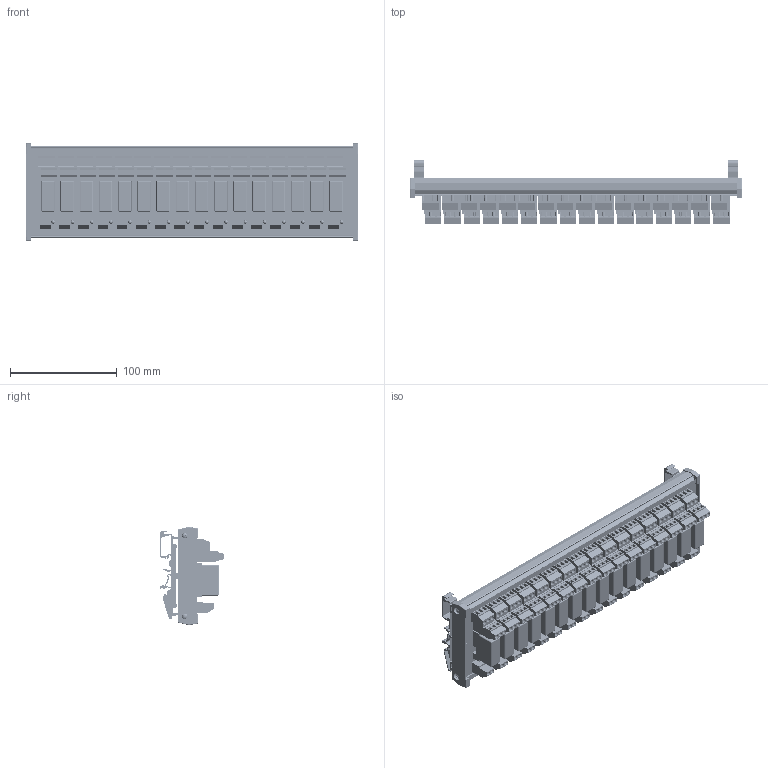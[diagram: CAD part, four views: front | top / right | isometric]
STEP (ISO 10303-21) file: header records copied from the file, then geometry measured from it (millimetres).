
FILE_DESCRIPTION((''),'2;1');
FILE_NAME('RC2_RM2 isolated 16 channel.stp','2015-01-06T15:39:59',('CAD Station'),(''),'Autodesk Inventor 2013','Autodesk Inventor 2013','');
FILE_SCHEMA(('CONFIG_CONTROL_DESIGN'));
Length unit declared in the file: millimetre
Products named in the file (11): RC2_RM2 isolated 16 channel; RC1 16 channel; 311; BASE SIDE; BS EN ISO 7045 Z - Metric M2.5 x 10 - 4.8 - Z; BASE LEGS; MVD-253; RM84; GD50; 2 hole green; light
Assembly tree (90 placements, depth 2):
  RC2_RM2 isolated 16 channel
    RC1 16 channel
    311
    BASE SIDE  x2
    BS EN ISO 7045 Z - Metric M2.5 x 10 - 4.8 - Z  x4
    BASE LEGS  x2
    MVD-253  x16
    RM84  x16
    GD50  x16
    2 hole green  x16
    light  x16
Bounding box: 311 x 60.19 x 91.98 mm (x, y, z)
Volume: 378569.1 mm3; surface area: 317116.5 mm2
Topology: 90 solids, 90 shells, 5563 faces, 13453 edges, 8530 vertices
Faces by surface type: plane 4002, cylinder 1249, sphere 212, cone 64, torus 36
Full cylindrical faces by diameter (mm): 1.5 x128, 2.256 x4, 2.5 x100, 3 x96, 3.2 x4, 3.3 x16, 3.5 x16, 3.75 x32, 4 x96, 5 x16, 7 x4, 9 x4
Entity records: 27428 total; most frequent: CARTESIAN_POINT 4889, DIRECTION 4587, ORIENTED_EDGE 4238, EDGE_CURVE 2119, AXIS2_PLACEMENT_3D 1558, VERTEX_POINT 1472, VECTOR 1471, LINE 1471
